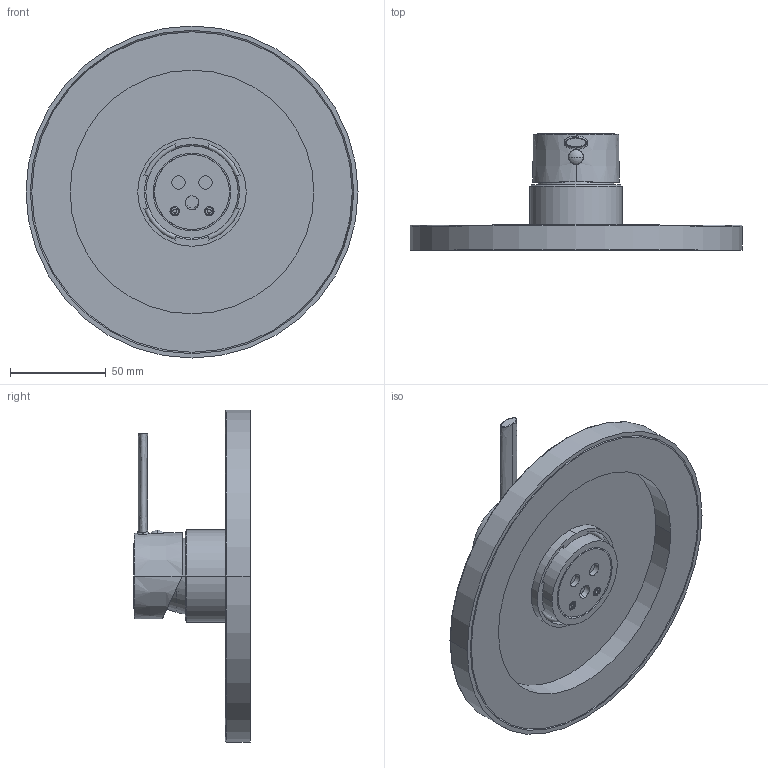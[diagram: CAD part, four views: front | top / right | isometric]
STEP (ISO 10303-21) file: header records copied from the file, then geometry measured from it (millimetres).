
FILE_DESCRIPTION((''),'2;1');
FILE_NAME('BRBOX010CR','2021-11-08T11:04:46',('ut3'),('PAFFONI SpA'),'CREO PARAMETRIC BY PTC INC, 2020044','CREO PARAMETRIC BY PTC INC, 2020044','');
FILE_SCHEMA(('CONFIG_CONTROL_DESIGN','SHAPE_APPEARANCE_LAYERS_GROUPS'));
Length unit declared in the file: millimetre
Products named in the file (1): BRBOX010CR
Bounding box: 173 x 60.8 x 173 mm (x, y, z)
Volume: 221322 mm3; surface area: 100534.8 mm2
Topology: 2 solids, 2 shells, 997 faces, 2706 edges, 1715 vertices
Faces by surface type: plane 603, cylinder 246, torus 70, cone 55, bspline 13, sphere 8, extrusion 2
Entity records: 42347 total; most frequent: CARTESIAN_POINT 10403, ORIENTED_EDGE 5384, DIRECTION 5000, EDGE_CURVE 2692, VERTEX_POINT 1715, AXIS2_PLACEMENT_3D 1714, VECTOR 1572, LINE 1570
